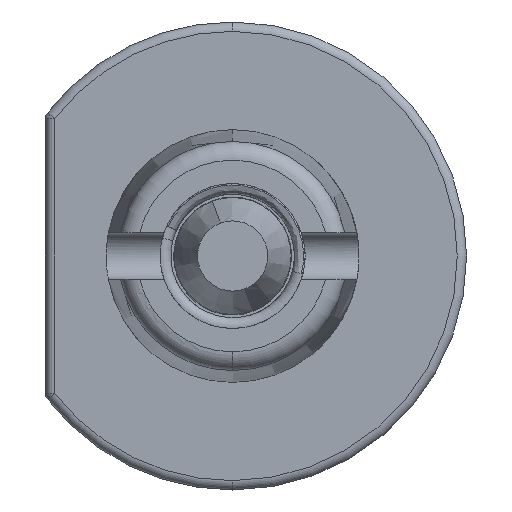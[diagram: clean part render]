
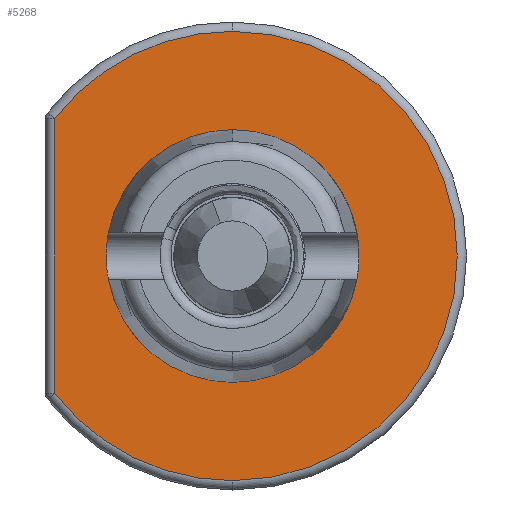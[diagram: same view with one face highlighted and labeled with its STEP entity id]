
A CAD part, front view. The second image highlights one B-rep face of the part: STEP entity #5268.
In plain terms, the highlighted planar face has unit normal (0, -1, 0).
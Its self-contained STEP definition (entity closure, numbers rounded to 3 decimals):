
#78 = ORIENTED_EDGE ( 'NONE', *, *, #4976, .T. ) ;
#115 = DIRECTION ( 'NONE',  ( 0., 0., -1. ) ) ;
#508 = AXIS2_PLACEMENT_3D ( 'NONE', #3277, #3310, #3810 ) ;
#737 = CARTESIAN_POINT ( 'NONE',  ( -3.819, -1.507, -3.015 ) ) ;
#742 = CIRCLE ( 'NONE', #4728, 2.713 ) ;
#814 = EDGE_CURVE ( 'NONE', #4585, #5058, #6652, .T. ) ;
#896 = EDGE_CURVE ( 'NONE', #2244, #3604, #742, .T. ) ;
#941 = DIRECTION ( 'NONE',  ( 0., 1., 0. ) ) ;
#1057 = VECTOR ( 'NONE', #1414, 1000. ) ;
#1100 = CIRCLE ( 'NONE', #4857, 4.824 ) ;
#1209 = ORIENTED_EDGE ( 'NONE', *, *, #5264, .T. ) ;
#1304 = CARTESIAN_POINT ( 'NONE',  ( 0., -1.508, 4.824 ) ) ;
#1414 = DIRECTION ( 'NONE',  ( 0., 0., -1. ) ) ;
#1481 = DIRECTION ( 'NONE',  ( 0., 0., -1. ) ) ;
#1632 = CIRCLE ( 'NONE', #3571, 4.824 ) ;
#1774 = DIRECTION ( 'NONE',  ( 0., 0., 1. ) ) ;
#1973 = ORIENTED_EDGE ( 'NONE', *, *, #6398, .T. ) ;
#2090 = CARTESIAN_POINT ( 'NONE',  ( -3.819, -1.507, 2.947 ) ) ;
#2199 = AXIS2_PLACEMENT_3D ( 'NONE', #6923, #4323, #115 ) ;
#2244 = VERTEX_POINT ( 'NONE', #5381 ) ;
#2311 = DIRECTION ( 'NONE',  ( 0., 1., 0. ) ) ;
#2587 = FACE_OUTER_BOUND ( 'NONE', #3883, .T. ) ;
#3034 = VERTEX_POINT ( 'NONE', #2090 ) ;
#3129 = FACE_BOUND ( 'NONE', #5579, .T. ) ;
#3252 = DIRECTION ( 'NONE',  ( 0., 0., -1. ) ) ;
#3277 = CARTESIAN_POINT ( 'NONE',  ( 0., -1.508, 0. ) ) ;
#3310 = DIRECTION ( 'NONE',  ( 0., -1., 0. ) ) ;
#3571 = AXIS2_PLACEMENT_3D ( 'NONE', #4195, #5847, #1481 ) ;
#3590 = LINE ( 'NONE', #737, #1057 ) ;
#3604 = VERTEX_POINT ( 'NONE', #6463 ) ;
#3721 = DIRECTION ( 'NONE',  ( 0., 0., 1. ) ) ;
#3733 = VERTEX_POINT ( 'NONE', #6351 ) ;
#3810 = DIRECTION ( 'NONE',  ( 0., 0., -1. ) ) ;
#3883 = EDGE_LOOP ( 'NONE', ( #1973, #6152, #5013, #78 ) ) ;
#4026 = AXIS2_PLACEMENT_3D ( 'NONE', #4289, #941, #3721 ) ;
#4195 = CARTESIAN_POINT ( 'NONE',  ( 0., -1.508, 0. ) ) ;
#4289 = CARTESIAN_POINT ( 'NONE',  ( 0., -1.508, 0. ) ) ;
#4323 = DIRECTION ( 'NONE',  ( 0., -1., 0. ) ) ;
#4585 = VERTEX_POINT ( 'NONE', #5237 ) ;
#4728 = AXIS2_PLACEMENT_3D ( 'NONE', #6101, #2311, #1774 ) ;
#4857 = AXIS2_PLACEMENT_3D ( 'NONE', #6008, #5476, #3252 ) ;
#4976 = EDGE_CURVE ( 'NONE', #3034, #3733, #3590, .T. ) ;
#5013 = ORIENTED_EDGE ( 'NONE', *, *, #5234, .T. ) ;
#5039 = CIRCLE ( 'NONE', #4026, 2.713 ) ;
#5058 = VERTEX_POINT ( 'NONE', #1304 ) ;
#5234 = EDGE_CURVE ( 'NONE', #5058, #3034, #1632, .T. ) ;
#5237 = CARTESIAN_POINT ( 'NONE',  ( 0., -1.508, -4.824 ) ) ;
#5264 = EDGE_CURVE ( 'NONE', #3604, #2244, #5039, .T. ) ;
#5268 = ADVANCED_FACE ( 'NONE', ( #2587, #3129 ), #5285, .T. ) ;
#5285 = PLANE ( 'NONE',  #2199 ) ;
#5381 = CARTESIAN_POINT ( 'NONE',  ( 0., -1.508, -2.713 ) ) ;
#5476 = DIRECTION ( 'NONE',  ( 0., -1., 0. ) ) ;
#5579 = EDGE_LOOP ( 'NONE', ( #1209, #6803 ) ) ;
#5847 = DIRECTION ( 'NONE',  ( 0., -1., 0. ) ) ;
#6008 = CARTESIAN_POINT ( 'NONE',  ( 0., -1.508, 0. ) ) ;
#6101 = CARTESIAN_POINT ( 'NONE',  ( 0., -1.508, 0. ) ) ;
#6152 = ORIENTED_EDGE ( 'NONE', *, *, #814, .T. ) ;
#6351 = CARTESIAN_POINT ( 'NONE',  ( -3.819, -1.508, -2.947 ) ) ;
#6398 = EDGE_CURVE ( 'NONE', #3733, #4585, #1100, .T. ) ;
#6463 = CARTESIAN_POINT ( 'NONE',  ( 0., -1.508, 2.714 ) ) ;
#6652 = CIRCLE ( 'NONE', #508, 4.824 ) ;
#6803 = ORIENTED_EDGE ( 'NONE', *, *, #896, .T. ) ;
#6923 = CARTESIAN_POINT ( 'NONE',  ( -5.025, -1.507, 0. ) ) ;
